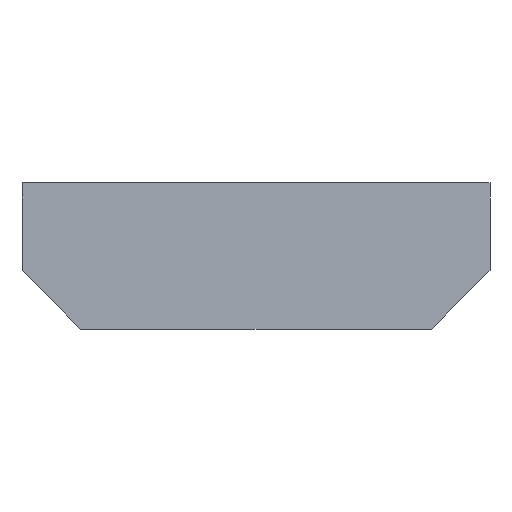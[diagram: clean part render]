
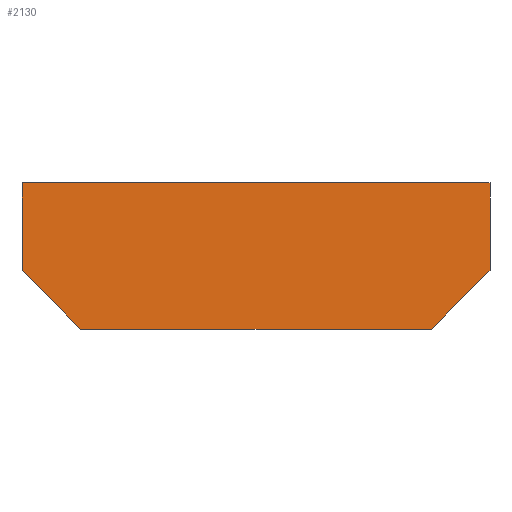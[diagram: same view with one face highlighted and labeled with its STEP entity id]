
A CAD part, left-side view. The second image highlights one B-rep face of the part: STEP entity #2130.
In plain terms, the highlighted planar face has unit normal (-0.707, -0.707, 0).
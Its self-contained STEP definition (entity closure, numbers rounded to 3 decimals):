
#120=CARTESIAN_POINT('',(-13.657,8.,-5.));
#130=VERTEX_POINT('',#120);
#280=CARTESIAN_POINT('',(-13.657,8.,-2.));
#290=VERTEX_POINT('',#280);
#320=CARTESIAN_POINT('',(-13.657,8.,0.));
#330=DIRECTION('',(0.,0.,-1.));
#340=VECTOR('',#330,1.);
#350=LINE('',#320,#340);
#360=EDGE_CURVE('',#290,#130,#350,.T.);
#650=CARTESIAN_POINT('',(2.343,-8.,-2.));
#660=VERTEX_POINT('',#650);
#710=CARTESIAN_POINT('',(-5.657,0.,-2.));
#720=DIRECTION('',(0.707,-0.707,0.));
#730=VECTOR('',#720,1.);
#740=LINE('',#710,#730);
#750=EDGE_CURVE('',#290,#660,#740,.T.);
#960=CARTESIAN_POINT('',(2.343,-8.,-5.));
#970=VERTEX_POINT('',#960);
#1020=CARTESIAN_POINT('',(2.343,-8.,0.));
#1030=DIRECTION('',(0.,0.,-1.));
#1040=VECTOR('',#1030,1.);
#1050=LINE('',#1020,#1040);
#1060=EDGE_CURVE('',#660,#970,#1050,.T.);
#1350=CARTESIAN_POINT('',(0.343,-6.,-7.));
#1360=VERTEX_POINT('',#1350);
#1390=CARTESIAN_POINT('',(7.343,-13.,0.));
#1400=DIRECTION('',(0.577,-0.577,
0.577));
#1410=VECTOR('',#1400,1.);
#1420=LINE('',#1390,#1410);
#1430=EDGE_CURVE('',#1360,#970,#1420,.T.);
#1820=CARTESIAN_POINT('',(-11.657,6.,-7.));
#1830=VERTEX_POINT('',#1820);
#1860=CARTESIAN_POINT('',(-5.657,0.,-7.));
#1870=DIRECTION('',(-0.707,0.707,0.));
#1880=VECTOR('',#1870,1.);
#1890=LINE('',#1860,#1880);
#1900=EDGE_CURVE('',#1360,#1830,#1890,.T.);
#1950=CARTESIAN_POINT('',(2.503,-8.16,-1.95));
#1960=DIRECTION('',(0.707,0.707,0.));
#1970=DIRECTION('',(0.707,-0.707,0.));
#1980=AXIS2_PLACEMENT_3D('',#1950,#1960,#1970);
#1990=PLANE('',#1980);
#2000=ORIENTED_EDGE('',*,*,#1430,.T.);
#2010=ORIENTED_EDGE('',*,*,#1900,.F.);
#2020=CARTESIAN_POINT('',(-18.657,13.,0.));
#2030=DIRECTION('',(0.577,-0.577,
-0.577));
#2040=VECTOR('',#2030,1.);
#2050=LINE('',#2020,#2040);
#2060=EDGE_CURVE('',#130,#1830,#2050,.T.);
#2070=ORIENTED_EDGE('',*,*,#2060,.T.);
#2080=ORIENTED_EDGE('',*,*,#360,.T.);
#2090=ORIENTED_EDGE('',*,*,#750,.F.);
#2100=ORIENTED_EDGE('',*,*,#1060,.F.);
#2110=EDGE_LOOP('',(#2100,#2090,#2080,#2070,#2010,#2000));
#2120=FACE_OUTER_BOUND('',#2110,.T.);
#2130=ADVANCED_FACE('',(#2120),#1990,.F.);
